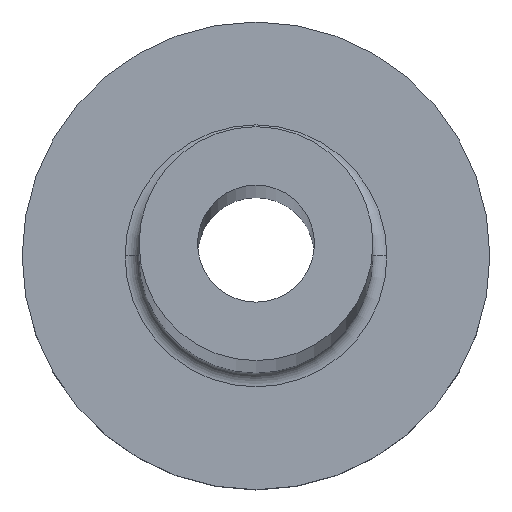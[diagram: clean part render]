
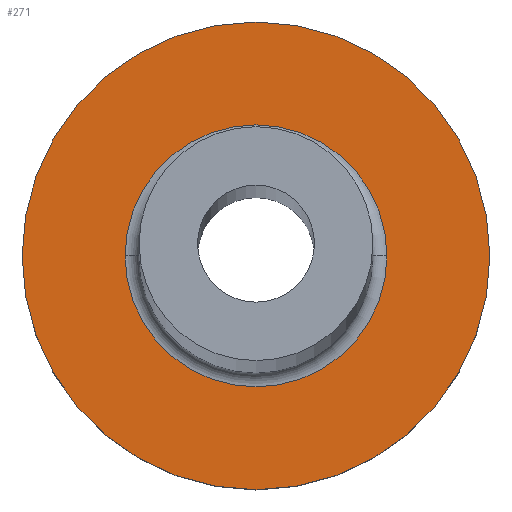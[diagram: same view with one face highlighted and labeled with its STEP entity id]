
A CAD part, top view. The second image highlights one B-rep face of the part: STEP entity #271.
In plain terms, the highlighted planar face has unit normal (0, 0, 1).
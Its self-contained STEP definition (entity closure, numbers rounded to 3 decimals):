
#19 = EDGE_CURVE ( 'NONE', #120, #275, #76, .T. ) ;
#21 = AXIS2_PLACEMENT_3D ( 'NONE', #216, #163, #61 ) ;
#33 = FACE_OUTER_BOUND ( 'NONE', #37, .T. ) ;
#37 = EDGE_LOOP ( 'NONE', ( #368, #291 ) ) ;
#46 = CARTESIAN_POINT ( 'NONE',  ( 5., 0., 3. ) ) ;
#55 = EDGE_LOOP ( 'NONE', ( #167, #88 ) ) ;
#61 = DIRECTION ( 'NONE',  ( 1., 0., 0. ) ) ;
#66 = DIRECTION ( 'NONE',  ( 0., 0., 1. ) ) ;
#76 = CIRCLE ( 'NONE', #209, 5. ) ;
#88 = ORIENTED_EDGE ( 'NONE', *, *, #252, .T. ) ;
#91 = VERTEX_POINT ( 'NONE', #127 ) ;
#99 = CARTESIAN_POINT ( 'NONE',  ( 0., 0., 3. ) ) ;
#120 = VERTEX_POINT ( 'NONE', #46 ) ;
#127 = CARTESIAN_POINT ( 'NONE',  ( -2.8, 0., 3. ) ) ;
#128 = CIRCLE ( 'NONE', #228, 2.8 ) ;
#129 = CARTESIAN_POINT ( 'NONE',  ( 2.8, 0., 3. ) ) ;
#133 = PLANE ( 'NONE',  #345 ) ;
#136 = CARTESIAN_POINT ( 'NONE',  ( 0., 0., 3. ) ) ;
#158 = CARTESIAN_POINT ( 'NONE',  ( -5., 0., 3. ) ) ;
#163 = DIRECTION ( 'NONE',  ( 0., 0., -1. ) ) ;
#167 = ORIENTED_EDGE ( 'NONE', *, *, #213, .T. ) ;
#203 = EDGE_CURVE ( 'NONE', #275, #120, #310, .T. ) ;
#209 = AXIS2_PLACEMENT_3D ( 'NONE', #246, #66, #308 ) ;
#211 = AXIS2_PLACEMENT_3D ( 'NONE', #136, #342, #337 ) ;
#213 = EDGE_CURVE ( 'NONE', #298, #91, #294, .T. ) ;
#216 = CARTESIAN_POINT ( 'NONE',  ( 0., 0., 3. ) ) ;
#228 = AXIS2_PLACEMENT_3D ( 'NONE', #99, #304, #306 ) ;
#245 = CARTESIAN_POINT ( 'NONE',  ( 0., 0., 3. ) ) ;
#246 = CARTESIAN_POINT ( 'NONE',  ( 0., 0., 3. ) ) ;
#252 = EDGE_CURVE ( 'NONE', #91, #298, #128, .T. ) ;
#271 = ADVANCED_FACE ( 'NONE', ( #278, #33 ), #133, .T. ) ;
#275 = VERTEX_POINT ( 'NONE', #158 ) ;
#278 = FACE_BOUND ( 'NONE', #55, .T. ) ;
#291 = ORIENTED_EDGE ( 'NONE', *, *, #19, .T. ) ;
#294 = CIRCLE ( 'NONE', #21, 2.8 ) ;
#298 = VERTEX_POINT ( 'NONE', #129 ) ;
#300 = DIRECTION ( 'NONE',  ( 1., 0., 0. ) ) ;
#304 = DIRECTION ( 'NONE',  ( 0., 0., -1. ) ) ;
#306 = DIRECTION ( 'NONE',  ( 1., 0., 0. ) ) ;
#308 = DIRECTION ( 'NONE',  ( 1., 0., 0. ) ) ;
#310 = CIRCLE ( 'NONE', #211, 5. ) ;
#334 = DIRECTION ( 'NONE',  ( 0., 0., 1. ) ) ;
#337 = DIRECTION ( 'NONE',  ( 1., 0., 0. ) ) ;
#342 = DIRECTION ( 'NONE',  ( 0., 0., 1. ) ) ;
#345 = AXIS2_PLACEMENT_3D ( 'NONE', #245, #334, #300 ) ;
#368 = ORIENTED_EDGE ( 'NONE', *, *, #203, .T. ) ;
